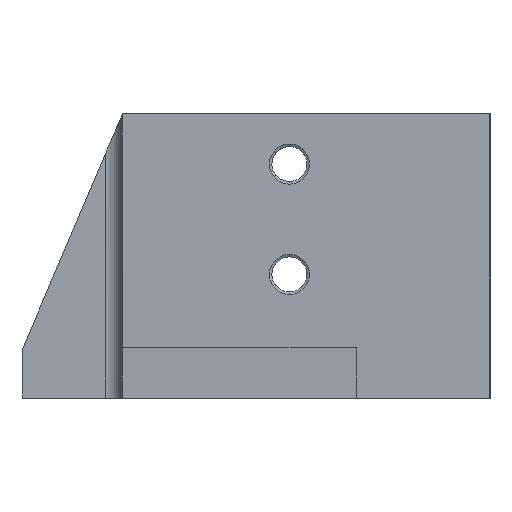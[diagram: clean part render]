
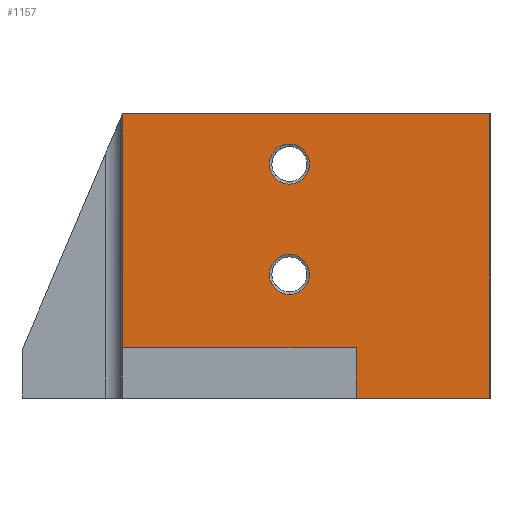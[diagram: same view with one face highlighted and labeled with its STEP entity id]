
A CAD part, left-side view. The second image highlights one B-rep face of the part: STEP entity #1157.
In plain terms, the highlighted planar face has unit normal (-1, 0, 0).
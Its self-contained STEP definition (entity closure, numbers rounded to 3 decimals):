
#30 = VERTEX_POINT ( 'NONE', #1944 ) ;
#186 = VERTEX_POINT ( 'NONE', #2289 ) ;
#228 = VERTEX_POINT ( 'NONE', #2445 ) ;
#230 = EDGE_CURVE ( 'NONE', #231, #228, #2444, .T. ) ;
#231 = VERTEX_POINT ( 'NONE', #2439 ) ;
#295 = EDGE_CURVE ( 'NONE', #296, #186, #2585, .T. ) ;
#296 = VERTEX_POINT ( 'NONE', #2580 ) ;
#382 = EDGE_CURVE ( 'NONE', #383, #30, #2771, .T. ) ;
#383 = VERTEX_POINT ( 'NONE', #2767 ) ;
#435 = VERTEX_POINT ( 'NONE', #2878 ) ;
#437 = EDGE_CURVE ( 'NONE', #435, #438, #2877, .T. ) ;
#438 = VERTEX_POINT ( 'NONE', #2873 ) ;
#1147 = EDGE_CURVE ( 'NONE', #383, #435, #4157, .T. ) ;
#1148 = ORIENTED_EDGE ( 'NONE', *, *, #382, .T. ) ;
#1149 = ORIENTED_EDGE ( 'NONE', *, *, #1150, .T. ) ;
#1150 = EDGE_CURVE ( 'NONE', #30, #1151, #4150, .T. ) ;
#1151 = VERTEX_POINT ( 'NONE', #4146 ) ;
#1152 = ORIENTED_EDGE ( 'NONE', *, *, #1210, .T. ) ;
#1157 = ADVANCED_FACE ( 'NONE', ( #4145, #4144, #4143 ), #4142, .F. ) ;
#1158 = EDGE_LOOP ( 'NONE', ( #1159, #1160 ) ) ;
#1159 = ORIENTED_EDGE ( 'NONE', *, *, #230, .T. ) ;
#1160 = ORIENTED_EDGE ( 'NONE', *, *, #1161, .T. ) ;
#1161 = EDGE_CURVE ( 'NONE', #228, #231, #4137, .T. ) ;
#1162 = EDGE_LOOP ( 'NONE', ( #1163, #1223 ) ) ;
#1163 = ORIENTED_EDGE ( 'NONE', *, *, #295, .T. ) ;
#1164 = EDGE_LOOP ( 'NONE', ( #1225, #1228, #1229, #1148, #1149, #1152 ) ) ;
#1210 = EDGE_CURVE ( 'NONE', #1151, #1227, #4228, .T. ) ;
#1223 = ORIENTED_EDGE ( 'NONE', *, *, #1224, .T. ) ;
#1224 = EDGE_CURVE ( 'NONE', #186, #296, #4273, .T. ) ;
#1225 = ORIENTED_EDGE ( 'NONE', *, *, #1226, .T. ) ;
#1226 = EDGE_CURVE ( 'NONE', #1227, #438, #4268, .T. ) ;
#1227 = VERTEX_POINT ( 'NONE', #4264 ) ;
#1228 = ORIENTED_EDGE ( 'NONE', *, *, #437, .F. ) ;
#1229 = ORIENTED_EDGE ( 'NONE', *, *, #1147, .F. ) ;
#1944 = CARTESIAN_POINT ( 'NONE',  ( -140., 110., 85. ) ) ;
#2289 = CARTESIAN_POINT ( 'NONE',  ( -140., 60., 76. ) ) ;
#2439 = CARTESIAN_POINT ( 'NONE',  ( -140., 60., 31. ) ) ;
#2440 = DIRECTION ( 'NONE',  ( 0., 0., -1. ) ) ;
#2441 = DIRECTION ( 'NONE',  ( 1., 0., 0. ) ) ;
#2442 = CARTESIAN_POINT ( 'NONE',  ( -140., 60., 37. ) ) ;
#2443 = AXIS2_PLACEMENT_3D ( 'NONE', #2442, #2441, #2440 ) ;
#2444 = CIRCLE ( 'NONE', #2443, 6. ) ;
#2445 = CARTESIAN_POINT ( 'NONE',  ( -140., 60., 43. ) ) ;
#2580 = CARTESIAN_POINT ( 'NONE',  ( -140., 60., 64. ) ) ;
#2581 = DIRECTION ( 'NONE',  ( 0., 0., -1. ) ) ;
#2582 = DIRECTION ( 'NONE',  ( 1., 0., 0. ) ) ;
#2583 = CARTESIAN_POINT ( 'NONE',  ( -140., 60., 70. ) ) ;
#2584 = AXIS2_PLACEMENT_3D ( 'NONE', #2583, #2582, #2581 ) ;
#2585 = CIRCLE ( 'NONE', #2584, 6. ) ;
#2767 = CARTESIAN_POINT ( 'NONE',  ( -140., 0., 85. ) ) ;
#2768 = DIRECTION ( 'NONE',  ( 0., 1., 0. ) ) ;
#2769 = VECTOR ( 'NONE', #2768, 1000. ) ;
#2770 = CARTESIAN_POINT ( 'NONE',  ( -140., 110., 85. ) ) ;
#2771 = LINE ( 'NONE', #2770, #2769 ) ;
#2873 = CARTESIAN_POINT ( 'NONE',  ( -140., 40., 0. ) ) ;
#2874 = DIRECTION ( 'NONE',  ( 0., 1., 0. ) ) ;
#2875 = VECTOR ( 'NONE', #2874, 1000. ) ;
#2876 = CARTESIAN_POINT ( 'NONE',  ( -140., 110., 0. ) ) ;
#2877 = LINE ( 'NONE', #2876, #2875 ) ;
#2878 = CARTESIAN_POINT ( 'NONE',  ( -140., 0., 0. ) ) ;
#4133 = DIRECTION ( 'NONE',  ( 0., 0., -1. ) ) ;
#4134 = DIRECTION ( 'NONE',  ( 1., 0., 0. ) ) ;
#4135 = CARTESIAN_POINT ( 'NONE',  ( -140., 60., 37. ) ) ;
#4136 = AXIS2_PLACEMENT_3D ( 'NONE', #4135, #4134, #4133 ) ;
#4137 = CIRCLE ( 'NONE', #4136, 6. ) ;
#4138 = DIRECTION ( 'NONE',  ( 0., 0., 1. ) ) ;
#4139 = DIRECTION ( 'NONE',  ( 1., 0., 0. ) ) ;
#4140 = CARTESIAN_POINT ( 'NONE',  ( -140., 110., 85. ) ) ;
#4141 = AXIS2_PLACEMENT_3D ( 'NONE', #4140, #4139, #4138 ) ;
#4142 = PLANE ( 'NONE',  #4141 ) ;
#4143 = FACE_OUTER_BOUND ( 'NONE', #1164, .T. ) ;
#4144 = FACE_BOUND ( 'NONE', #1162, .T. ) ;
#4145 = FACE_BOUND ( 'NONE', #1158, .T. ) ;
#4146 = CARTESIAN_POINT ( 'NONE',  ( -140., 110., 15. ) ) ;
#4147 = DIRECTION ( 'NONE',  ( 0., 0., -1. ) ) ;
#4148 = VECTOR ( 'NONE', #4147, 1000. ) ;
#4149 = CARTESIAN_POINT ( 'NONE',  ( -140., 110., 85. ) ) ;
#4150 = LINE ( 'NONE', #4149, #4148 ) ;
#4151 = DIRECTION ( 'NONE',  ( 0., 0., -1. ) ) ;
#4152 = VECTOR ( 'NONE', #4151, 1000. ) ;
#4153 = CARTESIAN_POINT ( 'NONE',  ( -140., 0., 85. ) ) ;
#4157 = LINE ( 'NONE', #4153, #4152 ) ;
#4225 = DIRECTION ( 'NONE',  ( 0., -1., 0. ) ) ;
#4226 = VECTOR ( 'NONE', #4225, 1000. ) ;
#4227 = CARTESIAN_POINT ( 'NONE',  ( -140., 110., 15. ) ) ;
#4228 = LINE ( 'NONE', #4227, #4226 ) ;
#4264 = CARTESIAN_POINT ( 'NONE',  ( -140., 40., 15. ) ) ;
#4265 = DIRECTION ( 'NONE',  ( 0., 0., -1. ) ) ;
#4266 = VECTOR ( 'NONE', #4265, 1000. ) ;
#4267 = CARTESIAN_POINT ( 'NONE',  ( -140., 40., 0. ) ) ;
#4268 = LINE ( 'NONE', #4267, #4266 ) ;
#4269 = DIRECTION ( 'NONE',  ( 0., 0., -1. ) ) ;
#4270 = DIRECTION ( 'NONE',  ( 1., 0., 0. ) ) ;
#4271 = CARTESIAN_POINT ( 'NONE',  ( -140., 60., 70. ) ) ;
#4272 = AXIS2_PLACEMENT_3D ( 'NONE', #4271, #4270, #4269 ) ;
#4273 = CIRCLE ( 'NONE', #4272, 6. ) ;
